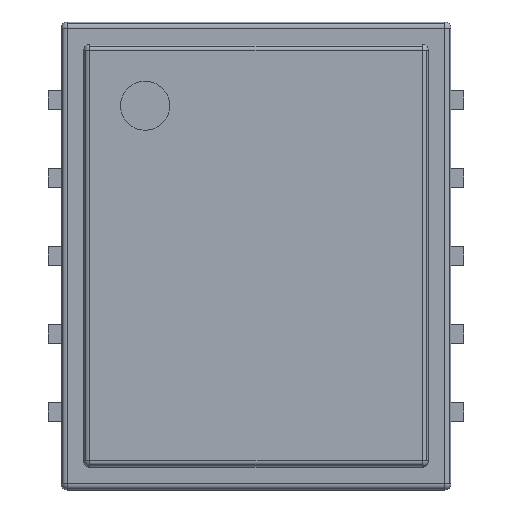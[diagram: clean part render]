
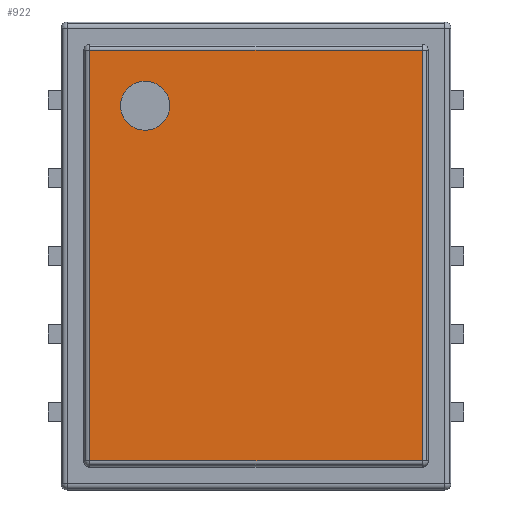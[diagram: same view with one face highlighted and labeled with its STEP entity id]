
A CAD part, top view. The second image highlights one B-rep face of the part: STEP entity #922.
In plain terms, the highlighted planar face has unit normal (0, 0, 1).
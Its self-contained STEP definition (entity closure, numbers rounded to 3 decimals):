
#170=CARTESIAN_POINT('',(-1.805,2.04,4.83));
#171=VERTEX_POINT('',#170);
#187=CARTESIAN_POINT('',(-1.805,2.84,4.83));
#188=VERTEX_POINT('',#187);
#195=CARTESIAN_POINT('',(-1.805,2.44,4.83));
#196=DIRECTION('',(0.0,0.0,-1.0));
#197=DIRECTION('',(0.0,-1.0,0.0));
#198=AXIS2_PLACEMENT_3D('',#195,#196,#197);
#199=CIRCLE('',#198,0.4);
#200=EDGE_CURVE('',#171,#188,#199,.T.);
#262=CARTESIAN_POINT('',(2.705,3.34,4.83));
#263=VERTEX_POINT('',#262);
#271=CARTESIAN_POINT('',(2.705,-3.34,4.83));
#272=VERTEX_POINT('',#271);
#273=CARTESIAN_POINT('',(2.705,3.34,4.83));
#274=DIRECTION('',(0.0,-1.0,0.0));
#275=VECTOR('',#274,6.68);
#276=LINE('',#273,#275);
#277=EDGE_CURVE('',#263,#272,#276,.T.);
#346=CARTESIAN_POINT('',(-2.705,3.34,4.83));
#347=VERTEX_POINT('',#346);
#355=CARTESIAN_POINT('',(-2.705,3.34,4.83));
#356=DIRECTION('',(1.0,0.0,0.0));
#357=VECTOR('',#356,5.41);
#358=LINE('',#355,#357);
#359=EDGE_CURVE('',#347,#263,#358,.T.);
#435=CARTESIAN_POINT('',(-2.705,-3.34,4.83));
#436=VERTEX_POINT('',#435);
#437=CARTESIAN_POINT('',(2.705,-3.34,4.83));
#438=DIRECTION('',(-1.0,0.0,0.0));
#439=VECTOR('',#438,5.41);
#440=LINE('',#437,#439);
#441=EDGE_CURVE('',#272,#436,#440,.T.);
#517=CARTESIAN_POINT('',(-2.705,-3.34,4.83));
#518=DIRECTION('',(0.0,1.0,0.0));
#519=VECTOR('',#518,6.68);
#520=LINE('',#517,#519);
#521=EDGE_CURVE('',#436,#347,#520,.T.);
#901=CARTESIAN_POINT('',(0.,0.,4.83));
#902=DIRECTION('',(0.0,0.0,1.0));
#903=DIRECTION('',(0.0,-1.0,0.0));
#904=AXIS2_PLACEMENT_3D('',#901,#902,#903);
#905=PLANE('',#904);
#906=ORIENTED_EDGE('',*,*,#521,.F.);
#907=ORIENTED_EDGE('',*,*,#441,.F.);
#908=ORIENTED_EDGE('',*,*,#277,.F.);
#909=ORIENTED_EDGE('',*,*,#359,.F.);
#910=EDGE_LOOP('',(#906,#907,#908,#909));
#911=FACE_OUTER_BOUND('',#910,.T.);
#912=ORIENTED_EDGE('',*,*,#200,.T.);
#913=CARTESIAN_POINT('',(-1.805,2.44,4.83));
#914=DIRECTION('',(0.0,0.0,-1.0));
#915=DIRECTION('',(0.0,-1.0,0.0));
#916=AXIS2_PLACEMENT_3D('',#913,#914,#915);
#917=CIRCLE('',#916,0.4);
#918=EDGE_CURVE('',#188,#171,#917,.T.);
#919=ORIENTED_EDGE('',*,*,#918,.T.);
#920=EDGE_LOOP('',(#912,#919));
#921=FACE_BOUND('',#920,.T.);
#922=ADVANCED_FACE('',(#911,#921),#905,.T.);
